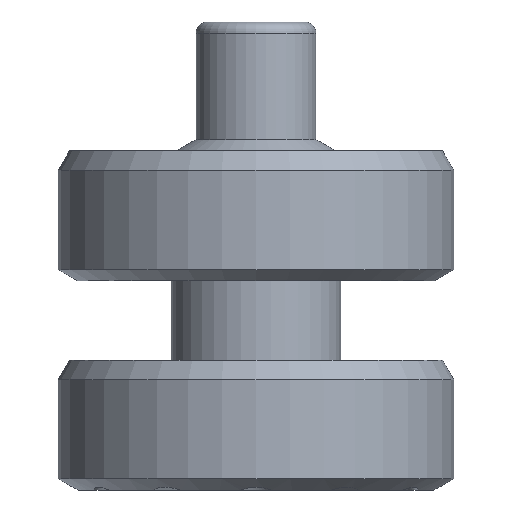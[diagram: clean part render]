
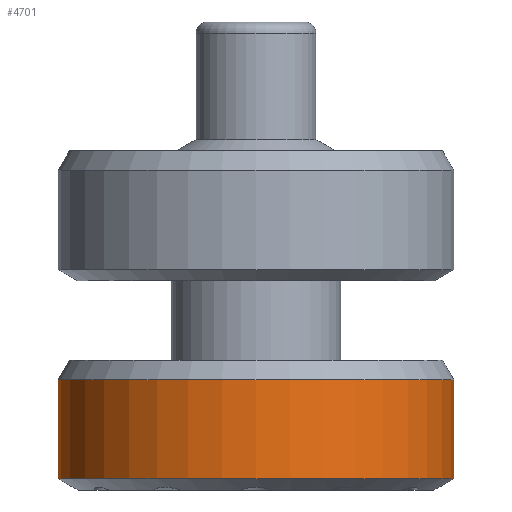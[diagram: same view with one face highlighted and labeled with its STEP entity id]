
A CAD part, front view. The second image highlights one B-rep face of the part: STEP entity #4701.
In plain terms, the highlighted cylindrical face has radius 17.5 mm (diameter 35 mm), a partial arc.
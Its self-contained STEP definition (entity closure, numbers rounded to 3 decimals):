
#642 = DIRECTION ( 'NONE',  ( 1., 0., 0. ) ) ;
#981 = DIRECTION ( 'NONE',  ( 0., 0., 1. ) ) ;
#1094 = VECTOR ( 'NONE', #6712, 1000. ) ;
#2361 = CARTESIAN_POINT ( 'NONE',  ( 17.5, 0., -15. ) ) ;
#2557 = CARTESIAN_POINT ( 'NONE',  ( 17.5, 0., -5.232 ) ) ;
#3794 = DIRECTION ( 'NONE',  ( -1., 0., 0. ) ) ;
#4260 = CARTESIAN_POINT ( 'NONE',  ( -17.5, 0., -15. ) ) ;
#4300 = VERTEX_POINT ( 'NONE', #8563 ) ;
#4469 = EDGE_CURVE ( 'NONE', #9563, #6659, #7918, .T. ) ;
#4701 = ADVANCED_FACE ( 'NONE', ( #10266 ), #6053, .T. ) ;
#4993 = AXIS2_PLACEMENT_3D ( 'NONE', #11479, #11414, #642 ) ;
#5409 = CIRCLE ( 'NONE', #9045, 17.5 ) ;
#5876 = AXIS2_PLACEMENT_3D ( 'NONE', #6200, #13866, #3794 ) ;
#6053 = CYLINDRICAL_SURFACE ( 'NONE', #5876, 17.5 ) ;
#6197 = CARTESIAN_POINT ( 'NONE',  ( 17.5, 0., -14. ) ) ;
#6200 = CARTESIAN_POINT ( 'NONE',  ( 0., 0., -15. ) ) ;
#6659 = VERTEX_POINT ( 'NONE', #6197 ) ;
#6712 = DIRECTION ( 'NONE',  ( 0., 0., -1. ) ) ;
#7687 = DIRECTION ( 'NONE',  ( 1., 0., 0. ) ) ;
#7787 = EDGE_CURVE ( 'NONE', #9563, #13096, #14147, .T. ) ;
#7918 = LINE ( 'NONE', #2361, #1094 ) ;
#8563 = CARTESIAN_POINT ( 'NONE',  ( -17.5, 0., -14. ) ) ;
#8592 = DIRECTION ( 'NONE',  ( 0., 0., -1. ) ) ;
#9045 = AXIS2_PLACEMENT_3D ( 'NONE', #10905, #981, #7687 ) ;
#9046 = VECTOR ( 'NONE', #8592, 1000. ) ;
#9279 = ORIENTED_EDGE ( 'NONE', *, *, #13626, .T. ) ;
#9444 = ORIENTED_EDGE ( 'NONE', *, *, #12434, .T. ) ;
#9563 = VERTEX_POINT ( 'NONE', #2557 ) ;
#10266 = FACE_OUTER_BOUND ( 'NONE', #14101, .T. ) ;
#10905 = CARTESIAN_POINT ( 'NONE',  ( 0., 0., -14. ) ) ;
#11135 = ORIENTED_EDGE ( 'NONE', *, *, #7787, .T. ) ;
#11414 = DIRECTION ( 'NONE',  ( 0., 0., -1. ) ) ;
#11430 = CARTESIAN_POINT ( 'NONE',  ( -17.5, 0., -5.232 ) ) ;
#11479 = CARTESIAN_POINT ( 'NONE',  ( 0., 0., -5.232 ) ) ;
#12434 = EDGE_CURVE ( 'NONE', #13096, #4300, #14066, .T. ) ;
#13096 = VERTEX_POINT ( 'NONE', #11430 ) ;
#13528 = ORIENTED_EDGE ( 'NONE', *, *, #4469, .F. ) ;
#13626 = EDGE_CURVE ( 'NONE', #4300, #6659, #5409, .T. ) ;
#13866 = DIRECTION ( 'NONE',  ( 0., 0., -1. ) ) ;
#14066 = LINE ( 'NONE', #4260, #9046 ) ;
#14101 = EDGE_LOOP ( 'NONE', ( #13528, #11135, #9444, #9279 ) ) ;
#14147 = CIRCLE ( 'NONE', #4993, 17.5 ) ;
